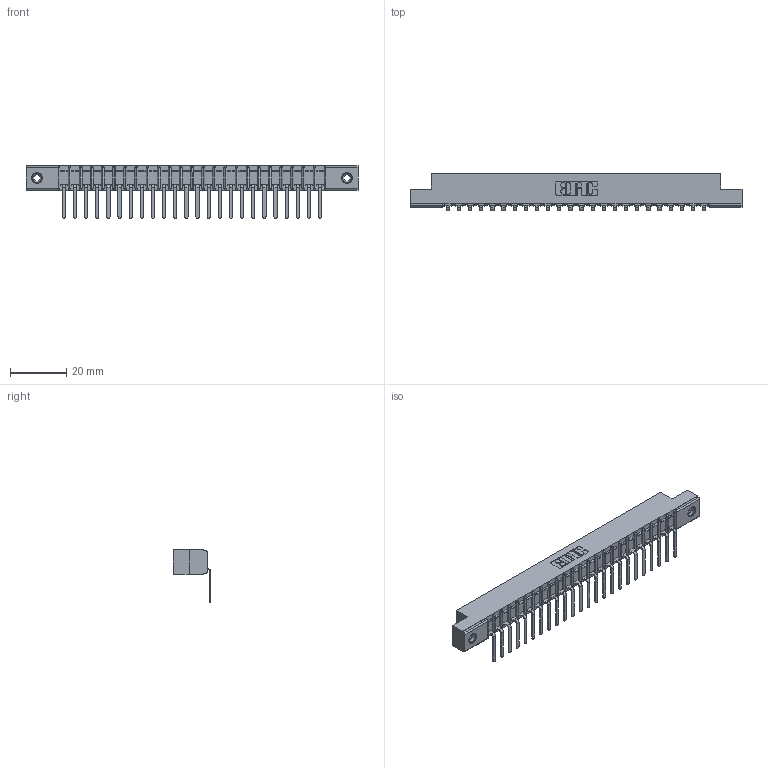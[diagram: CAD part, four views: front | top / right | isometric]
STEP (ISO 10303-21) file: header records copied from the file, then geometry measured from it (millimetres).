
FILE_DESCRIPTION (( 'STEP AP203' ), '1' );
FILE_NAME ('357-024-457-108.STEP', '2020-10-01T14:10:48', ( '' ), ( '' ), 'SwSTEP 2.0', 'SolidWorks 2020', '' );
FILE_SCHEMA (( 'CONFIG_CONTROL_DESIGN' ));
Length unit declared in the file: inch
Products named in the file (4): 307-290-002_557; 345-250-001_345-250-003-102; 307 Part_.156 Dia Mounting Holes; 357-024-457-108
Assembly tree (27 placements, depth 2):
  357-024-457-108
    307 Part_.156 Dia Mounting Holes
    307-290-002_557  x24
    345-250-001_345-250-003-102  x2
Bounding box: 118.11 x 13.32 x 18.67 mm (x, y, z)
Volume: 7856.7 mm3; surface area: 14815.7 mm2
Topology: 27 solids, 27 shells, 2075 faces, 6315 edges, 4134 vertices
Faces by surface type: plane 1230, cylinder 779, sphere 50, cone 12, torus 4
Entity records: 24833 total; most frequent: CARTESIAN_POINT 4167, ORIENTED_EDGE 4150, DIRECTION 4067, EDGE_CURVE 2075, LINE 1579, VECTOR 1579, VERTEX_POINT 1344, AXIS2_PLACEMENT_3D 1244
